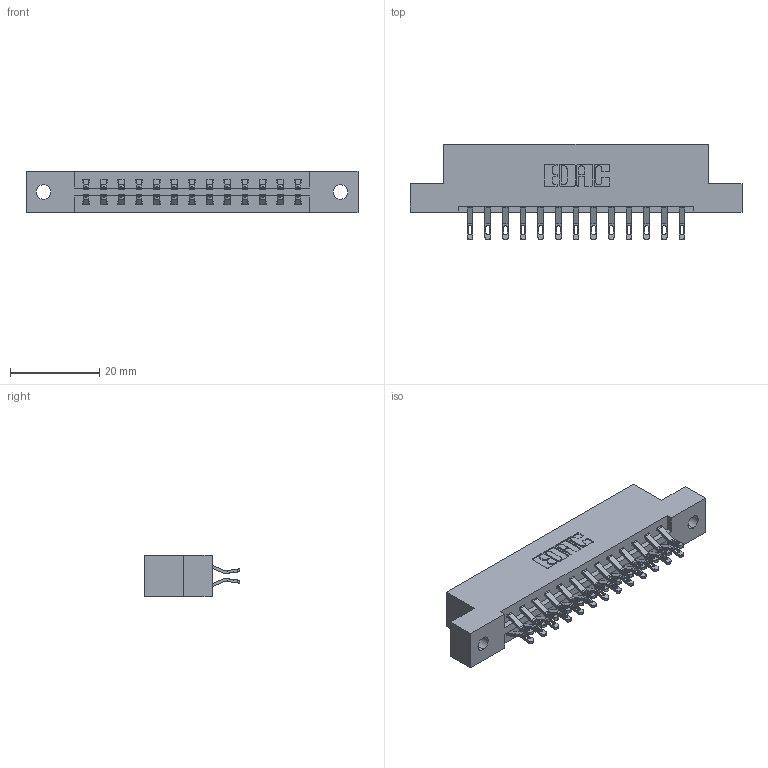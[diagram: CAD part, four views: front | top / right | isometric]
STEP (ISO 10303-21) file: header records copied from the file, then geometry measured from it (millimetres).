
FILE_DESCRIPTION (( 'STEP AP203' ), '1' );
FILE_NAME ('337-026-555-202.STEP', '2019-10-08T16:22:36', ( '' ), ( '' ), 'SwSTEP 2.0', 'SolidWorks 2016', '' );
FILE_SCHEMA (( 'CONFIG_CONTROL_DESIGN' ));
Length unit declared in the file: inch
Products named in the file (3): 337-026-555-202; 345-292-001_555 Tail; 337 Part_Flush Mounting Lugs - 0.128 Dia
Assembly tree (27 placements, depth 2):
  337-026-555-202
    337 Part_Flush Mounting Lugs - 0.128 Dia
    345-292-001_555 Tail  x26
Bounding box: 74.52 x 21.47 x 9.4 mm (x, y, z)
Volume: 7506.6 mm3; surface area: 8216 mm2
Topology: 27 solids, 27 shells, 1674 faces, 5225 edges, 3482 vertices
Faces by surface type: plane 1006, cylinder 668
Entity records: 14159 total; most frequent: CARTESIAN_POINT 2444, ORIENTED_EDGE 2350, DIRECTION 2103, EDGE_CURVE 1175, LINE 1027, VECTOR 1027, VERTEX_POINT 782, AXIS2_PLACEMENT_3D 538
